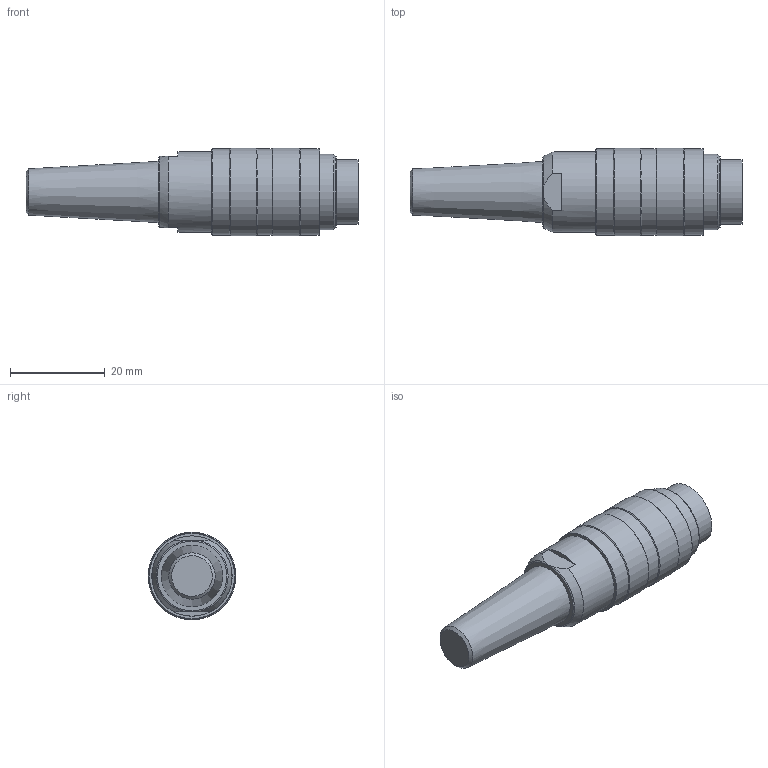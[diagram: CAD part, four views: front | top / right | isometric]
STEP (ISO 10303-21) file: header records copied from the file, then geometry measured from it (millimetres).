
FILE_DESCRIPTION(/* description */ (''),/* implementation_level */ '2;1');
FILE_NAME(/* name */ '99 2013 210 05 001_01.stp',/* time_stamp */ '2014-01-17T07:53:22+01:00',/* author */ (''),/* organization */ (''),/* preprocessor_version */ 'ST-DEVELOPER v14',/* originating_system */ 'SIEMENS PLM Software NX 8.0',/* authorisation */ '');
FILE_SCHEMA (('AUTOMOTIVE_DESIGN { 1 0 10303 214 3 1 1 1 }'));
Length unit declared in the file: millimetre
Products named in the file (1): cerl07F8177Ej9qk
Bounding box: 69.9 x 18.5 x 18.5 mm (x, y, z)
Volume: 11691.9 mm3; surface area: 4131.3 mm2
Topology: 1 solids, 1 shells, 105 faces, 240 edges, 153 vertices
Faces by surface type: plane 46, extrusion 19, cylinder 15, cone 15, bspline 8, torus 2
Full cylindrical faces by diameter (mm): 1.49 x4, 13.5 x1, 15.08 x1, 16 x1, 16.9 x1, 18.15 x3, 18.5 x2
Entity records: 3528 total; most frequent: CARTESIAN_POINT 1421, ORIENTED_EDGE 398, DIRECTION 364, EDGE_CURVE 199, EDGE_LOOP 156, VERTEX_POINT 147, AXIS2_PLACEMENT_3D 133, ADVANCED_FACE 105
